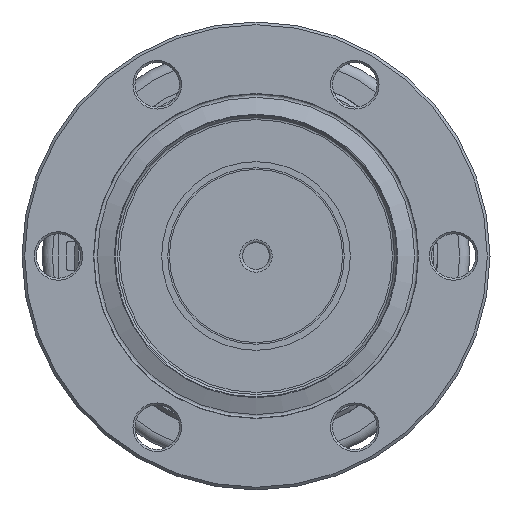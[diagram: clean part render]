
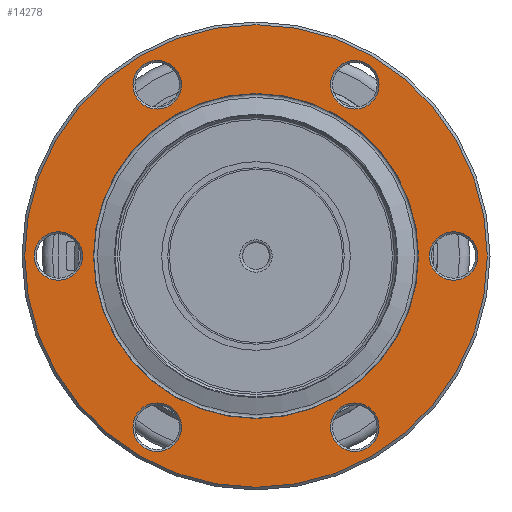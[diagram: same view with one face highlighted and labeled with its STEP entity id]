
A CAD part, left-side view. The second image highlights one B-rep face of the part: STEP entity #14278.
In plain terms, the highlighted face is planar.
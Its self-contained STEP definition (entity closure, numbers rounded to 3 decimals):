
#13547=CARTESIAN_POINT('',(-72.85,-24.125,0.));
#13548=VERTEX_POINT('',#13547);
#13549=CARTESIAN_POINT('',(-72.85,0.,0.));
#13550=DIRECTION('',(-1.0,0.0,0.0));
#13551=DIRECTION('',(0.0,-1.0,0.0));
#13552=AXIS2_PLACEMENT_3D('',#13549,#13550,#13551);
#13553=CIRCLE('',#13552,24.125);
#13554=EDGE_CURVE('',#13548,#13548,#13553,.T.);
#13889=CARTESIAN_POINT('',(-72.85,-34.35,0.));
#13890=VERTEX_POINT('',#13889);
#13891=CARTESIAN_POINT('',(-72.85,0.,0.));
#13892=DIRECTION('',(1.0,0.0,0.0));
#13893=DIRECTION('',(0.0,1.0,0.0));
#13894=AXIS2_PLACEMENT_3D('',#13891,#13892,#13893);
#13895=CIRCLE('',#13894,34.35);
#13896=EDGE_CURVE('',#13890,#13890,#13895,.T.);
#13917=CARTESIAN_POINT('',(-72.85,-29.35,-3.6));
#13918=VERTEX_POINT('',#13917);
#13919=CARTESIAN_POINT('',(-72.85,-29.35,0.));
#13920=DIRECTION('',(-1.0,0.0,0.0));
#13921=DIRECTION('',(0.0,0.0,1.0));
#13922=AXIS2_PLACEMENT_3D('',#13919,#13920,#13921);
#13923=CIRCLE('',#13922,3.6);
#13924=EDGE_CURVE('',#13918,#13918,#13923,.T.);
#13985=CARTESIAN_POINT('',(-72.85,-17.793,23.618));
#13986=VERTEX_POINT('',#13985);
#13987=CARTESIAN_POINT('',(-72.85,-14.675,25.418));
#13988=DIRECTION('',(-1.0,0.,0.));
#13989=DIRECTION('',(0.,0.866,0.5));
#13990=AXIS2_PLACEMENT_3D('',#13987,#13988,#13989);
#13991=CIRCLE('',#13990,3.6);
#13992=EDGE_CURVE('',#13986,#13986,#13991,.T.);
#14053=CARTESIAN_POINT('',(-72.85,11.557,27.218));
#14054=VERTEX_POINT('',#14053);
#14055=CARTESIAN_POINT('',(-72.85,14.675,25.418));
#14056=DIRECTION('',(-1.,0.,0.));
#14057=DIRECTION('',(0.,0.866,-0.5));
#14058=AXIS2_PLACEMENT_3D('',#14055,#14056,#14057);
#14059=CIRCLE('',#14058,3.6);
#14060=EDGE_CURVE('',#14054,#14054,#14059,.T.);
#14121=CARTESIAN_POINT('',(-72.85,29.35,3.6));
#14122=VERTEX_POINT('',#14121);
#14123=CARTESIAN_POINT('',(-72.85,29.35,0.));
#14124=DIRECTION('',(-1.0,0.0,0.0));
#14125=DIRECTION('',(0.0,0.0,-1.0));
#14126=AXIS2_PLACEMENT_3D('',#14123,#14124,#14125);
#14127=CIRCLE('',#14126,3.6);
#14128=EDGE_CURVE('',#14122,#14122,#14127,.T.);
#14189=CARTESIAN_POINT('',(-72.85,17.793,-23.618));
#14190=VERTEX_POINT('',#14189);
#14191=CARTESIAN_POINT('',(-72.85,14.675,-25.418));
#14192=DIRECTION('',(-1.0,0.,0.));
#14193=DIRECTION('',(0.,-0.866,-0.5));
#14194=AXIS2_PLACEMENT_3D('',#14191,#14192,#14193);
#14195=CIRCLE('',#14194,3.6);
#14196=EDGE_CURVE('',#14190,#14190,#14195,.T.);
#14241=CARTESIAN_POINT('',(-72.85,-29.437,0.));
#14242=DIRECTION('',(-1.0,0.0,0.0));
#14243=DIRECTION('',(0.0,0.0,-1.0));
#14244=AXIS2_PLACEMENT_3D('',#14241,#14242,#14243);
#14245=PLANE('',#14244);
#14246=ORIENTED_EDGE('',*,*,#13896,.F.);
#14247=EDGE_LOOP('',(#14246));
#14248=FACE_OUTER_BOUND('',#14247,.T.);
#14249=ORIENTED_EDGE('',*,*,#14196,.F.);
#14250=EDGE_LOOP('',(#14249));
#14251=FACE_BOUND('',#14250,.T.);
#14252=ORIENTED_EDGE('',*,*,#14060,.F.);
#14253=EDGE_LOOP('',(#14252));
#14254=FACE_BOUND('',#14253,.T.);
#14255=ORIENTED_EDGE('',*,*,#13924,.F.);
#14256=EDGE_LOOP('',(#14255));
#14257=FACE_BOUND('',#14256,.T.);
#14258=ORIENTED_EDGE('',*,*,#13554,.F.);
#14259=EDGE_LOOP('',(#14258));
#14260=FACE_BOUND('',#14259,.T.);
#14261=ORIENTED_EDGE('',*,*,#13992,.F.);
#14262=EDGE_LOOP('',(#14261));
#14263=FACE_BOUND('',#14262,.T.);
#14264=ORIENTED_EDGE('',*,*,#14128,.F.);
#14265=EDGE_LOOP('',(#14264));
#14266=FACE_BOUND('',#14265,.T.);
#14267=CARTESIAN_POINT('',(-72.85,-11.557,-27.218));
#14268=VERTEX_POINT('',#14267);
#14269=CARTESIAN_POINT('',(-72.85,-14.675,-25.418));
#14270=DIRECTION('',(-1.0,0.,0.));
#14271=DIRECTION('',(0.,-0.866,0.5));
#14272=AXIS2_PLACEMENT_3D('',#14269,#14270,#14271);
#14273=CIRCLE('',#14272,3.6);
#14274=EDGE_CURVE('',#14268,#14268,#14273,.T.);
#14275=ORIENTED_EDGE('',*,*,#14274,.F.);
#14276=EDGE_LOOP('',(#14275));
#14277=FACE_BOUND('',#14276,.T.);
#14278=ADVANCED_FACE('',(#14248,#14251,#14254,#14257,#14260,#14263,#14266,#14277),#14245,.T.);
